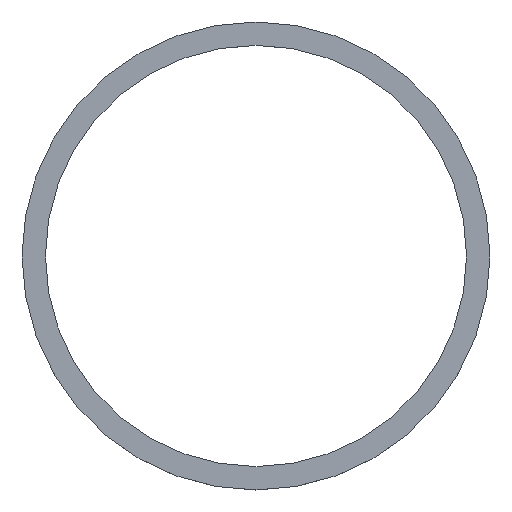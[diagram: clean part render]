
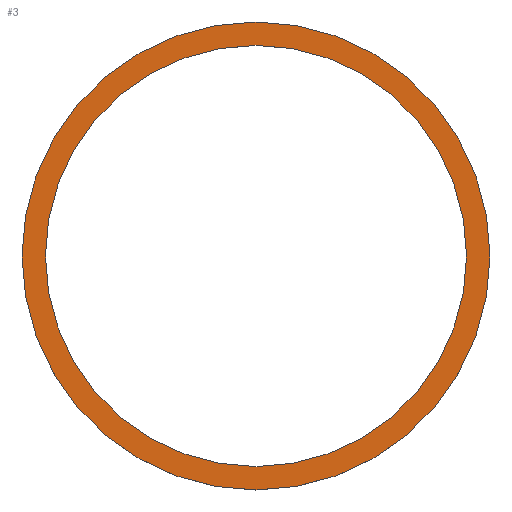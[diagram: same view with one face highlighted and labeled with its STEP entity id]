
A CAD part, top view. The second image highlights one B-rep face of the part: STEP entity #3.
In plain terms, the highlighted planar face has unit normal (0, 0, 1).
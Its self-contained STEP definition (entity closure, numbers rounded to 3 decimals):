
#3 = ADVANCED_FACE ( 'NONE', ( #217, #392 ), #310, .F. ) ;
#22 = AXIS2_PLACEMENT_3D ( 'NONE', #496, #373, #616 ) ;
#30 = DIRECTION ( 'NONE',  ( 1., 0., 0. ) ) ;
#54 = DIRECTION ( 'NONE',  ( -1., 0., 0. ) ) ;
#57 = DIRECTION ( 'NONE',  ( 0., 0., 1. ) ) ;
#70 = AXIS2_PLACEMENT_3D ( 'NONE', #148, #113, #110 ) ;
#88 = CIRCLE ( 'NONE', #22, 130.5 ) ;
#110 = DIRECTION ( 'NONE',  ( 1., 0., 0. ) ) ;
#113 = DIRECTION ( 'NONE',  ( 0., 0., 1. ) ) ;
#139 = CARTESIAN_POINT ( 'NONE',  ( 0., 0., 0. ) ) ;
#148 = CARTESIAN_POINT ( 'NONE',  ( 0., 0., 0. ) ) ;
#172 = CARTESIAN_POINT ( 'NONE',  ( 0., 0., 0. ) ) ;
#175 = DIRECTION ( 'NONE',  ( 1., 0., 0. ) ) ;
#194 = EDGE_LOOP ( 'NONE', ( #315, #701 ) ) ;
#197 = EDGE_CURVE ( 'NONE', #543, #522, #646, .T. ) ;
#217 = FACE_BOUND ( 'NONE', #567, .T. ) ;
#273 = CIRCLE ( 'NONE', #643, 145. ) ;
#310 = PLANE ( 'NONE',  #334 ) ;
#315 = ORIENTED_EDGE ( 'NONE', *, *, #197, .T. ) ;
#334 = AXIS2_PLACEMENT_3D ( 'NONE', #678, #444, #54 ) ;
#361 = VERTEX_POINT ( 'NONE', #791 ) ;
#373 = DIRECTION ( 'NONE',  ( 0., 0., 1. ) ) ;
#392 = FACE_OUTER_BOUND ( 'NONE', #194, .T. ) ;
#400 = VERTEX_POINT ( 'NONE', #484 ) ;
#444 = DIRECTION ( 'NONE',  ( 0., 0., -1. ) ) ;
#476 = EDGE_CURVE ( 'NONE', #522, #543, #273, .T. ) ;
#478 = DIRECTION ( 'NONE',  ( 0., 0., 1. ) ) ;
#484 = CARTESIAN_POINT ( 'NONE',  ( 130.5, 0., 0. ) ) ;
#496 = CARTESIAN_POINT ( 'NONE',  ( 0., 0., 0. ) ) ;
#522 = VERTEX_POINT ( 'NONE', #741 ) ;
#527 = ORIENTED_EDGE ( 'NONE', *, *, #730, .F. ) ;
#529 = AXIS2_PLACEMENT_3D ( 'NONE', #139, #478, #30 ) ;
#543 = VERTEX_POINT ( 'NONE', #726 ) ;
#567 = EDGE_LOOP ( 'NONE', ( #707, #527 ) ) ;
#598 = EDGE_CURVE ( 'NONE', #400, #361, #699, .T. ) ;
#616 = DIRECTION ( 'NONE',  ( 1., 0., 0. ) ) ;
#643 = AXIS2_PLACEMENT_3D ( 'NONE', #172, #57, #175 ) ;
#646 = CIRCLE ( 'NONE', #529, 145. ) ;
#678 = CARTESIAN_POINT ( 'NONE',  ( 0., 130.5, 0. ) ) ;
#699 = CIRCLE ( 'NONE', #70, 130.5 ) ;
#701 = ORIENTED_EDGE ( 'NONE', *, *, #476, .T. ) ;
#707 = ORIENTED_EDGE ( 'NONE', *, *, #598, .F. ) ;
#726 = CARTESIAN_POINT ( 'NONE',  ( 145., 0., 0. ) ) ;
#730 = EDGE_CURVE ( 'NONE', #361, #400, #88, .T. ) ;
#741 = CARTESIAN_POINT ( 'NONE',  ( -145., 0., 0. ) ) ;
#791 = CARTESIAN_POINT ( 'NONE',  ( -130.5, 0., 0. ) ) ;
